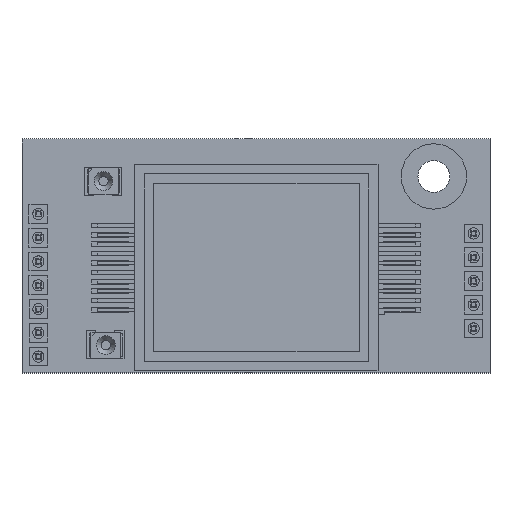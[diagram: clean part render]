
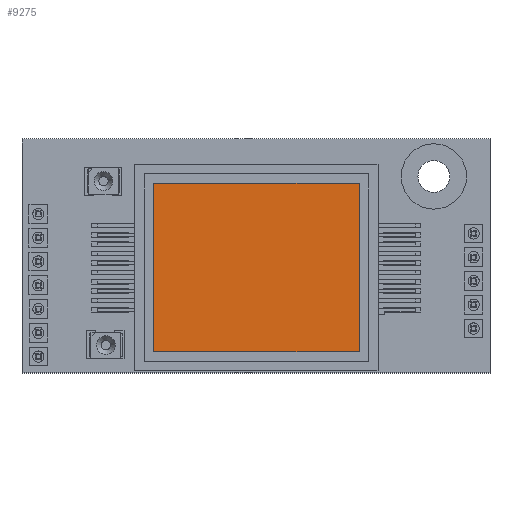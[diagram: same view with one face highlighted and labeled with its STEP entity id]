
A CAD part, top view. The second image highlights one B-rep face of the part: STEP entity #9275.
In plain terms, the highlighted planar face has unit normal (0, 0, 1).
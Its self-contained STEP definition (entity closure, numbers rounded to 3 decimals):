
#9275=ADVANCED_FACE('',(#17094),#17096,.T.);
#17094=FACE_BOUND('',#17095,.T.);
#17095=EDGE_LOOP('',(#22880,#22881,#22882,#22883));
#17096=PLANE('',#17097);
#17097=AXIS2_PLACEMENT_3D('',#17098,#17099,#17100);
#17098=CARTESIAN_POINT('',(0.,0.,7.12));
#17099=DIRECTION('',(0.,0.,1.));
#17100=DIRECTION('',(1.,0.,0.));
#22880=ORIENTED_EDGE('',*,*,#26004,.T.);
#22881=ORIENTED_EDGE('',*,*,#26011,.T.);
#22882=ORIENTED_EDGE('',*,*,#26009,.T.);
#22883=ORIENTED_EDGE('',*,*,#26007,.T.);
#26004=EDGE_CURVE('',#30270,#30271,#30272,.T.);
#26007=EDGE_CURVE('',#30275,#30270,#30276,.T.);
#26009=EDGE_CURVE('',#30278,#30275,#30279,.T.);
#26011=EDGE_CURVE('',#30271,#30278,#30281,.T.);
#30270=VERTEX_POINT('',#39782);
#30271=VERTEX_POINT('',#39783);
#30272=LINE('',#39784,#39785);
#30275=VERTEX_POINT('',#39793);
#30276=LINE('',#39794,#39795);
#30278=VERTEX_POINT('',#39800);
#30279=LINE('',#39801,#39802);
#30281=LINE('',#39807,#39808);
#39782=CARTESIAN_POINT('',(20.,2.,7.12));
#39783=CARTESIAN_POINT('',(20.,24.,7.12));
#39784=CARTESIAN_POINT('',(20.,2.,7.12));
#39785=VECTOR('',#39786,1.);
#39786=DIRECTION('',(0.,1.,0.));
#39793=CARTESIAN_POINT('',(2.,2.,7.12));
#39794=CARTESIAN_POINT('',(2.,2.,7.12));
#39795=VECTOR('',#39796,1.);
#39796=DIRECTION('',(1.,0.,0.));
#39800=CARTESIAN_POINT('',(2.,24.,7.12));
#39801=CARTESIAN_POINT('',(2.,24.,7.12));
#39802=VECTOR('',#39803,1.);
#39803=DIRECTION('',(0.,-1.,0.));
#39807=CARTESIAN_POINT('',(20.,24.,7.12));
#39808=VECTOR('',#39809,1.);
#39809=DIRECTION('',(-1.,0.,0.));
